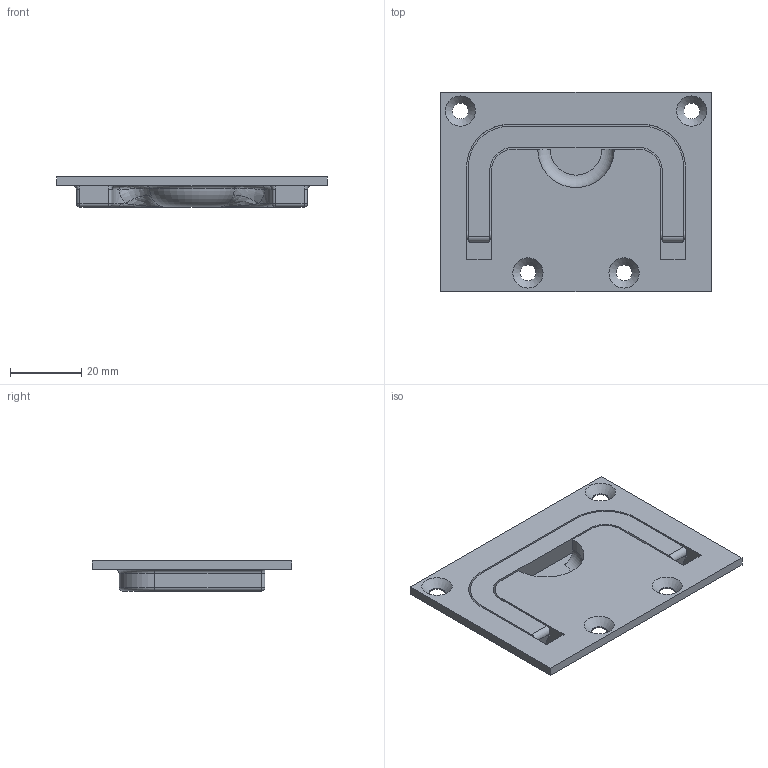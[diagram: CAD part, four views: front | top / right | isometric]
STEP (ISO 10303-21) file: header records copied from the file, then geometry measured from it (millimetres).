
FILE_DESCRIPTION(/* description */ (''),/* implementation_level */ '2;1');
FILE_NAME(/* name */ 'DR_A-MS316-4.stp',/* time_stamp */ '2017-07-18T13:23:22+09:00',/* author */ ('user'),/* organization */ (''),/* preprocessor_version */ 'ST-DEVELOPER v15.6',/* originating_system */ 'Autodesk Inventor 2015',/* authorisation */ '');
FILE_SCHEMA (('AUTOMOTIVE_DESIGN { 1 0 10303 214 3 1 1 }'));
Length unit declared in the file: millimetre
Products named in the file (1): DR_A-MS316-4
Bounding box: 76 x 56 x 8.5 mm (x, y, z)
Volume: 15351.5 mm3; surface area: 14744.1 mm2
Topology: 4 solids, 4 shells, 104 faces, 248 edges, 152 vertices
Faces by surface type: plane 38, cylinder 33, torus 15, cone 8, bspline 6, sphere 4
Full cylindrical faces by diameter (mm): 2.5 x2, 4.5 x4
Entity records: 3249 total; most frequent: CARTESIAN_POINT 849, DIRECTION 516, ORIENTED_EDGE 464, EDGE_CURVE 232, AXIS2_PLACEMENT_3D 201, VERTEX_POINT 148, EDGE_LOOP 124, LINE 114
